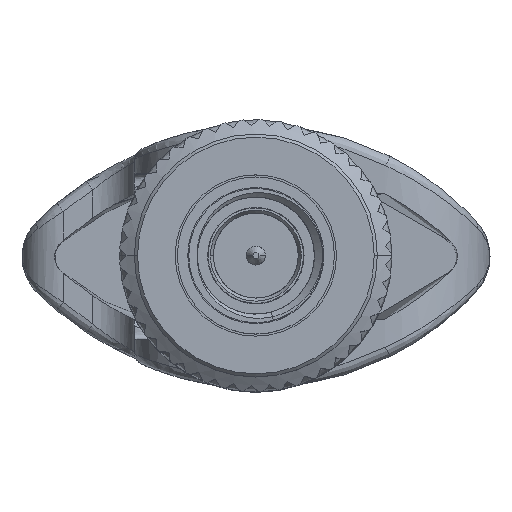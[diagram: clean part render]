
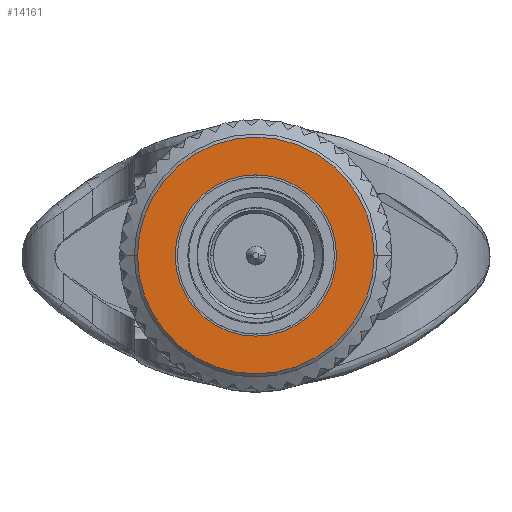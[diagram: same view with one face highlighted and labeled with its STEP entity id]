
A CAD part, top view. The second image highlights one B-rep face of the part: STEP entity #14161.
In plain terms, the highlighted face is planar.
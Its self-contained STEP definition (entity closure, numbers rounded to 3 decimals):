
#635 = CARTESIAN_POINT ( 'NONE',  ( -5.718, -23.55, -5.718 ) ) ;
#1738 = CIRCLE ( 'NONE', #22048, 5.65 ) ;
#3167 = CARTESIAN_POINT ( 'NONE',  ( -5.65, -23.55, 0. ) ) ;
#3677 = AXIS2_PLACEMENT_3D ( 'NONE', #635, #9368, #15002 ) ;
#3819 = AXIS2_PLACEMENT_3D ( 'NONE', #21144, #35507, #10589 ) ;
#4445 = DIRECTION ( 'NONE',  ( 0., 1., 0. ) ) ;
#5840 = ORIENTED_EDGE ( 'NONE', *, *, #6566, .F. ) ;
#6566 = EDGE_CURVE ( 'NONE', #28678, #29782, #1738, .T. ) ;
#6650 = DIRECTION ( 'NONE',  ( -1., 0., 0. ) ) ;
#8816 = EDGE_LOOP ( 'NONE', ( #29229, #11384 ) ) ;
#9368 = DIRECTION ( 'NONE',  ( 0., 1., 0. ) ) ;
#10166 = ORIENTED_EDGE ( 'NONE', *, *, #24166, .F. ) ;
#10554 = CARTESIAN_POINT ( 'NONE',  ( 0., -23.55, 0. ) ) ;
#10589 = DIRECTION ( 'NONE',  ( 0., 0., -1. ) ) ;
#11357 = FACE_OUTER_BOUND ( 'NONE', #35577, .T. ) ;
#11384 = ORIENTED_EDGE ( 'NONE', *, *, #15726, .F. ) ;
#12819 = CARTESIAN_POINT ( 'NONE',  ( 0., -23.55, 0. ) ) ;
#13099 = VERTEX_POINT ( 'NONE', #33912 ) ;
#14161 = ADVANCED_FACE ( 'N', ( #16833, #11357 ), #33770, .F. ) ;
#14173 = CARTESIAN_POINT ( 'NONE',  ( 5.65, -23.55, 0. ) ) ;
#15002 = DIRECTION ( 'NONE',  ( 0., 0., 1. ) ) ;
#15171 = DIRECTION ( 'NONE',  ( 0., -1., 0. ) ) ;
#15726 = EDGE_CURVE ( 'NONE', #27105, #13099, #15922, .T. ) ;
#15922 = CIRCLE ( 'NONE', #22876, 3.85 ) ;
#16833 = FACE_BOUND ( 'NONE', #8816, .T. ) ;
#21009 = DIRECTION ( 'NONE',  ( 0., 1., 0. ) ) ;
#21144 = CARTESIAN_POINT ( 'NONE',  ( 0., -23.55, 0. ) ) ;
#22048 = AXIS2_PLACEMENT_3D ( 'NONE', #12819, #21009, #34674 ) ;
#22876 = AXIS2_PLACEMENT_3D ( 'NONE', #10554, #15171, #26069 ) ;
#24166 = EDGE_CURVE ( 'NONE', #29782, #28678, #29043, .T. ) ;
#26069 = DIRECTION ( 'NONE',  ( 0., 0., -1. ) ) ;
#27105 = VERTEX_POINT ( 'NONE', #27314 ) ;
#27314 = CARTESIAN_POINT ( 'NONE',  ( 0., -23.55, 3.85 ) ) ;
#28678 = VERTEX_POINT ( 'NONE', #14173 ) ;
#29043 = CIRCLE ( 'NONE', #33710, 5.65 ) ;
#29229 = ORIENTED_EDGE ( 'NONE', *, *, #31520, .F. ) ;
#29782 = VERTEX_POINT ( 'NONE', #3167 ) ;
#30555 = CIRCLE ( 'NONE', #3819, 3.85 ) ;
#31520 = EDGE_CURVE ( 'NONE', #13099, #27105, #30555, .T. ) ;
#31596 = CARTESIAN_POINT ( 'NONE',  ( 0., -23.55, 0. ) ) ;
#33710 = AXIS2_PLACEMENT_3D ( 'NONE', #31596, #4445, #6650 ) ;
#33770 = PLANE ( 'NONE',  #3677 ) ;
#33912 = CARTESIAN_POINT ( 'NONE',  ( 0., -23.55, -3.85 ) ) ;
#34674 = DIRECTION ( 'NONE',  ( -1., 0., 0. ) ) ;
#35507 = DIRECTION ( 'NONE',  ( 0., -1., 0. ) ) ;
#35577 = EDGE_LOOP ( 'NONE', ( #10166, #5840 ) ) ;
